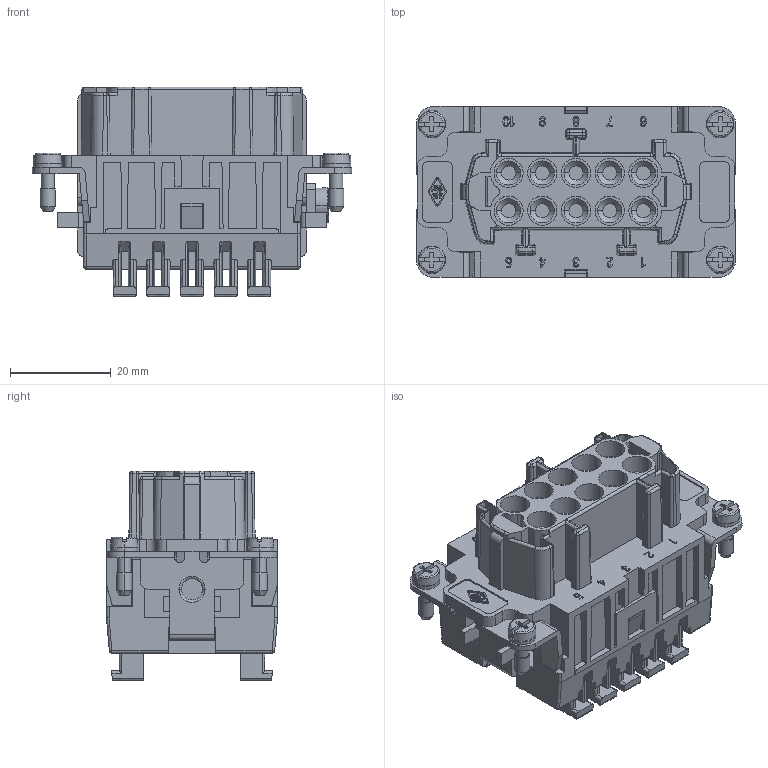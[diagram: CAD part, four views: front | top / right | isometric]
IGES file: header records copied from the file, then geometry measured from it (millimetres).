
Start section: Elysium IGES Interface
Global section: file name: CSHF 10.igs; native system: SolidDesigner 16.00A  16-Aug-2008; preprocessor: CoCreate IGES_3D V2.2; author: Unknown; organization: Unknown; date: 20090108.102119; units: millimetre
Bounding box: 63.5 x 34 x 41.7 mm (x, y, z)
Volume: 38303.2 mm3; surface area: 24251.7 mm2
Topology: 13 solids, 13 shells, 2527 faces, 7040 edges, 4598 vertices
Faces by surface type: bspline 2527
